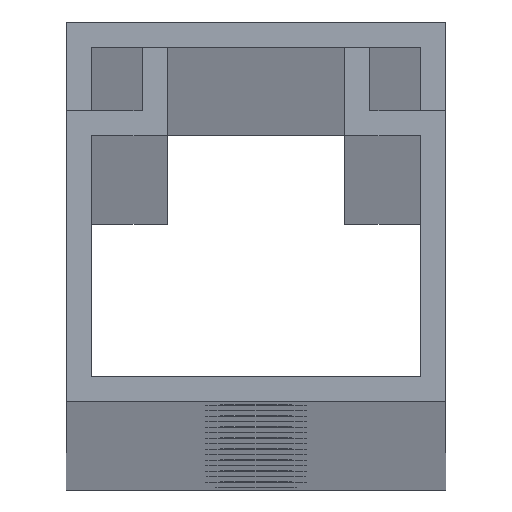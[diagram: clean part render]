
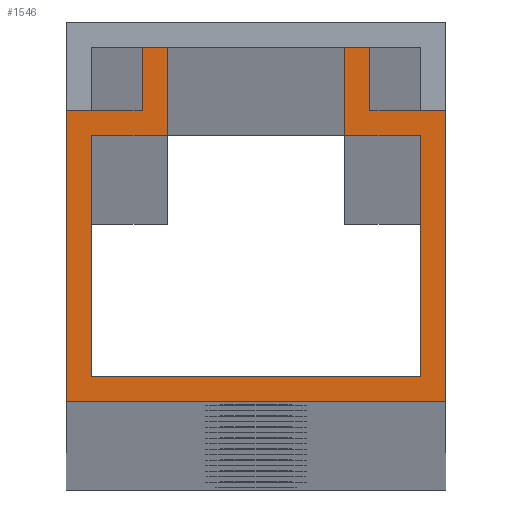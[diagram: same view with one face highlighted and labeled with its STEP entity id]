
A CAD part, top view. The second image highlights one B-rep face of the part: STEP entity #1546.
In plain terms, the highlighted planar face has unit normal (0, 0, 1).
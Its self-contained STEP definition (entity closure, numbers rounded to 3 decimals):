
#99=DIRECTION('',(0.,1.,0.));
#100=VECTOR('',#99,11.5);
#101=CARTESIAN_POINT('',(7.5,0.,0.));
#102=LINE('',#101,#100);
#103=DIRECTION('',(1.,0.,0.));
#104=VECTOR('',#103,15.);
#105=CARTESIAN_POINT('',(-7.5,0.,0.));
#106=LINE('',#105,#104);
#107=DIRECTION('',(0.,-1.,0.));
#108=VECTOR('',#107,11.5);
#109=CARTESIAN_POINT('',(-7.5,11.5,0.));
#110=LINE('',#109,#108);
#111=DIRECTION('',(-1.,0.,0.));
#112=VECTOR('',#111,3.);
#113=CARTESIAN_POINT('',(-4.5,11.5,0.));
#114=LINE('',#113,#112);
#115=DIRECTION('',(0.,-1.,0.));
#116=VECTOR('',#115,2.5);
#117=CARTESIAN_POINT('',(-4.5,14.,0.));
#118=LINE('',#117,#116);
#119=DIRECTION('',(-1.,0.,0.));
#120=VECTOR('',#119,1.);
#121=CARTESIAN_POINT('',(-3.5,14.,0.));
#122=LINE('',#121,#120);
#123=DIRECTION('',(0.,1.,0.));
#124=VECTOR('',#123,3.5);
#125=CARTESIAN_POINT('',(-3.5,10.5,0.));
#126=LINE('',#125,#124);
#127=DIRECTION('',(1.,0.,0.));
#128=VECTOR('',#127,3.);
#129=CARTESIAN_POINT('',(-6.5,10.5,0.));
#130=LINE('',#129,#128);
#131=DIRECTION('',(0.,1.,0.));
#132=VECTOR('',#131,9.5);
#133=CARTESIAN_POINT('',(-6.5,1.,0.));
#134=LINE('',#133,#132);
#135=DIRECTION('',(-1.,0.,0.));
#136=VECTOR('',#135,13.);
#137=CARTESIAN_POINT('',(6.5,1.,0.));
#138=LINE('',#137,#136);
#139=DIRECTION('',(0.,-1.,0.));
#140=VECTOR('',#139,9.5);
#141=CARTESIAN_POINT('',(6.5,10.5,0.));
#142=LINE('',#141,#140);
#143=DIRECTION('',(1.,0.,0.));
#144=VECTOR('',#143,3.);
#145=CARTESIAN_POINT('',(3.5,10.5,0.));
#146=LINE('',#145,#144);
#147=DIRECTION('',(0.,-1.,0.));
#148=VECTOR('',#147,3.5);
#149=CARTESIAN_POINT('',(3.5,14.,0.));
#150=LINE('',#149,#148);
#151=DIRECTION('',(-1.,0.,0.));
#152=VECTOR('',#151,1.);
#153=CARTESIAN_POINT('',(4.5,14.,0.));
#154=LINE('',#153,#152);
#155=DIRECTION('',(0.,1.,0.));
#156=VECTOR('',#155,2.5);
#157=CARTESIAN_POINT('',(4.5,11.5,0.));
#158=LINE('',#157,#156);
#159=DIRECTION('',(-1.,0.,0.));
#160=VECTOR('',#159,3.);
#161=CARTESIAN_POINT('',(7.5,11.5,0.));
#162=LINE('',#161,#160);
#1187=CARTESIAN_POINT('',(7.5,0.,0.));
#1188=CARTESIAN_POINT('',(7.5,11.5,0.));
#1189=VERTEX_POINT('',#1187);
#1190=VERTEX_POINT('',#1188);
#1191=CARTESIAN_POINT('',(4.5,11.5,0.));
#1192=VERTEX_POINT('',#1191);
#1193=CARTESIAN_POINT('',(4.5,14.,0.));
#1194=VERTEX_POINT('',#1193);
#1195=CARTESIAN_POINT('',(3.5,14.,0.));
#1196=VERTEX_POINT('',#1195);
#1197=CARTESIAN_POINT('',(3.5,10.5,0.));
#1198=VERTEX_POINT('',#1197);
#1199=CARTESIAN_POINT('',(6.5,10.5,0.));
#1200=VERTEX_POINT('',#1199);
#1201=CARTESIAN_POINT('',(6.5,1.,0.));
#1202=VERTEX_POINT('',#1201);
#1203=CARTESIAN_POINT('',(-6.5,1.,0.));
#1204=VERTEX_POINT('',#1203);
#1205=CARTESIAN_POINT('',(-6.5,10.5,0.));
#1206=VERTEX_POINT('',#1205);
#1207=CARTESIAN_POINT('',(-3.5,10.5,0.));
#1208=VERTEX_POINT('',#1207);
#1209=CARTESIAN_POINT('',(-3.5,14.,0.));
#1210=VERTEX_POINT('',#1209);
#1211=CARTESIAN_POINT('',(-4.5,14.,0.));
#1212=VERTEX_POINT('',#1211);
#1213=CARTESIAN_POINT('',(-4.5,11.5,0.));
#1214=VERTEX_POINT('',#1213);
#1215=CARTESIAN_POINT('',(-7.5,11.5,0.));
#1216=VERTEX_POINT('',#1215);
#1217=CARTESIAN_POINT('',(-7.5,0.,0.));
#1218=VERTEX_POINT('',#1217);
#1507=CARTESIAN_POINT('',(0.,0.,0.));
#1508=DIRECTION('',(0.,0.,1.));
#1509=DIRECTION('',(1.,0.,0.));
#1510=AXIS2_PLACEMENT_3D('',#1507,#1508,#1509);
#1511=PLANE('',#1510);
#1513=ORIENTED_EDGE('',*,*,#1512,.F.);
#1515=ORIENTED_EDGE('',*,*,#1514,.F.);
#1517=ORIENTED_EDGE('',*,*,#1516,.F.);
#1519=ORIENTED_EDGE('',*,*,#1518,.F.);
#1521=ORIENTED_EDGE('',*,*,#1520,.F.);
#1523=ORIENTED_EDGE('',*,*,#1522,.F.);
#1525=ORIENTED_EDGE('',*,*,#1524,.F.);
#1527=ORIENTED_EDGE('',*,*,#1526,.F.);
#1529=ORIENTED_EDGE('',*,*,#1528,.F.);
#1531=ORIENTED_EDGE('',*,*,#1530,.F.);
#1533=ORIENTED_EDGE('',*,*,#1532,.F.);
#1535=ORIENTED_EDGE('',*,*,#1534,.F.);
#1537=ORIENTED_EDGE('',*,*,#1536,.F.);
#1539=ORIENTED_EDGE('',*,*,#1538,.F.);
#1541=ORIENTED_EDGE('',*,*,#1540,.F.);
#1543=ORIENTED_EDGE('',*,*,#1542,.F.);
#1544=EDGE_LOOP('',(#1513,#1515,#1517,#1519,#1521,#1523,#1525,#1527,#1529,#1531,
#1533,#1535,#1537,#1539,#1541,#1543));
#1545=FACE_OUTER_BOUND('',#1544,.F.);
#1512=EDGE_CURVE('',#1189,#1190,#102,.T.);
#1514=EDGE_CURVE('',#1218,#1189,#106,.T.);
#1516=EDGE_CURVE('',#1216,#1218,#110,.T.);
#1518=EDGE_CURVE('',#1214,#1216,#114,.T.);
#1520=EDGE_CURVE('',#1212,#1214,#118,.T.);
#1522=EDGE_CURVE('',#1210,#1212,#122,.T.);
#1524=EDGE_CURVE('',#1208,#1210,#126,.T.);
#1526=EDGE_CURVE('',#1206,#1208,#130,.T.);
#1528=EDGE_CURVE('',#1204,#1206,#134,.T.);
#1530=EDGE_CURVE('',#1202,#1204,#138,.T.);
#1532=EDGE_CURVE('',#1200,#1202,#142,.T.);
#1534=EDGE_CURVE('',#1198,#1200,#146,.T.);
#1536=EDGE_CURVE('',#1196,#1198,#150,.T.);
#1538=EDGE_CURVE('',#1194,#1196,#154,.T.);
#1540=EDGE_CURVE('',#1192,#1194,#158,.T.);
#1542=EDGE_CURVE('',#1190,#1192,#162,.T.);
#1546=ADVANCED_FACE('',(#1545),#1511,.T.);
